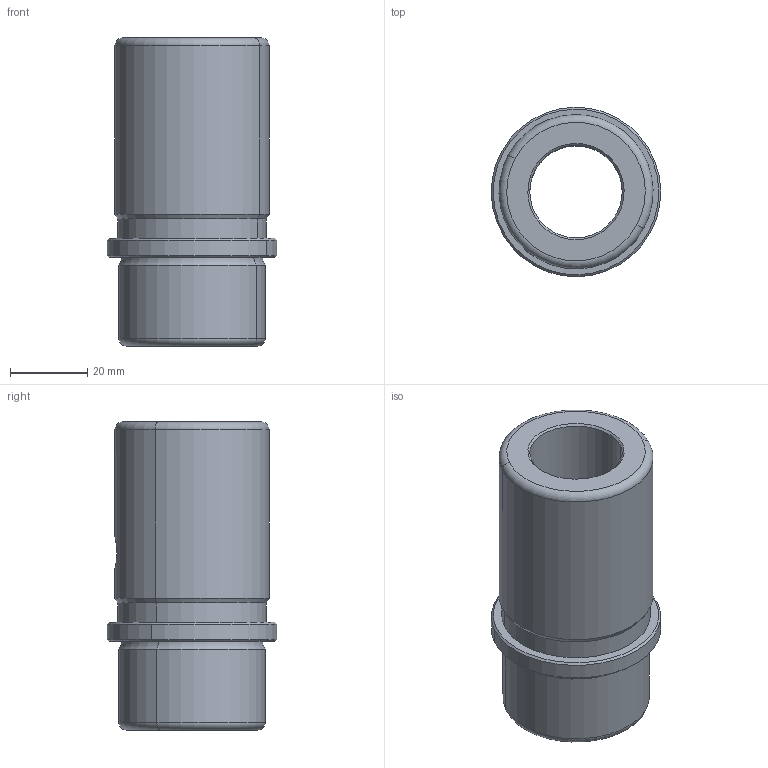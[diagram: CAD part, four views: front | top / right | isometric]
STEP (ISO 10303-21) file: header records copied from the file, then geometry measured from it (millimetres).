
FILE_DESCRIPTION(('CATIA V5 STEP Exchange'),'2;1');
FILE_NAME('RDBA200L.248023.stp','2017-05-31T20:53:17+00:00',('none'),('none'),'CATIA Version 5 Release 19 GA (IN-10)','CATIA V5 STEP AP203','none');
FILE_SCHEMA(('CONFIG_CONTROL_DESIGN'));
Length unit declared in the file: millimetre
Products named in the file (1): RDBA200L.248023
Bounding box: 43.99 x 43.99 x 80 mm (x, y, z)
Volume: 61540.1 mm3; surface area: 18083.4 mm2
Topology: 1 solids, 1 shells, 32 faces, 71 edges, 49 vertices
Faces by surface type: cylinder 12, cone 10, torus 6, plane 4
Entity records: 913 total; most frequent: CARTESIAN_POINT 202, ORIENTED_EDGE 132, DIRECTION 115, AXIS2_PLACEMENT_3D 67, EDGE_CURVE 66, CIRCLE 42, EDGE_LOOP 38, VERTEX_POINT 38
